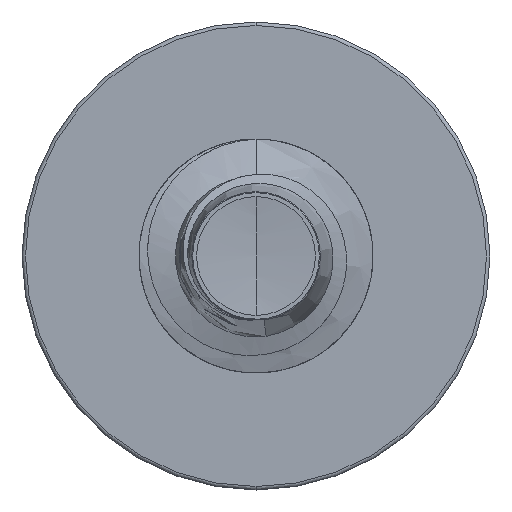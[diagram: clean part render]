
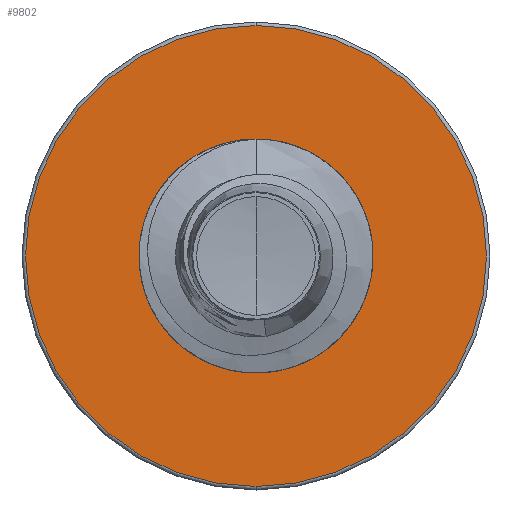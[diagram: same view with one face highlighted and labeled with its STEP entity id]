
A CAD part, front view. The second image highlights one B-rep face of the part: STEP entity #9802.
In plain terms, the highlighted planar face has unit normal (0, -1, 0).
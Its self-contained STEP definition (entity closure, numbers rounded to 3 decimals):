
#310 = AXIS2_PLACEMENT_3D ( 'NONE', #13441, #2103, #15332 ) ;
#1248 = AXIS2_PLACEMENT_3D ( 'NONE', #22883, #13641, #2304 ) ;
#2103 = DIRECTION ( 'NONE',  ( 0., 1., 0. ) ) ;
#2304 = DIRECTION ( 'NONE',  ( 0., 0., 1. ) ) ;
#3578 = CARTESIAN_POINT ( 'NONE',  ( 0., 16., 0. ) ) ;
#3688 = FACE_BOUND ( 'NONE', #9336, .T. ) ;
#5238 = ORIENTED_EDGE ( 'NONE', *, *, #19571, .T. ) ;
#5474 = DIRECTION ( 'NONE',  ( 0., 0., 1. ) ) ;
#5721 = AXIS2_PLACEMENT_3D ( 'NONE', #3578, #16803, #5474 ) ;
#6739 = VERTEX_POINT ( 'NONE', #18148 ) ;
#8197 = CARTESIAN_POINT ( 'NONE',  ( 0., 16., 1.572 ) ) ;
#8537 = VERTEX_POINT ( 'NONE', #18643 ) ;
#8748 = CARTESIAN_POINT ( 'NONE',  ( 0., 16., 0. ) ) ;
#8971 = CIRCLE ( 'NONE', #24064, 3.448 ) ;
#9014 = ORIENTED_EDGE ( 'NONE', *, *, #16502, .T. ) ;
#9020 = CARTESIAN_POINT ( 'NONE',  ( 0., 16., 0. ) ) ;
#9269 = CARTESIAN_POINT ( 'NONE',  ( 0., 16., 3.448 ) ) ;
#9336 = EDGE_LOOP ( 'NONE', ( #5238, #9014 ) ) ;
#9802 = ADVANCED_FACE ( 'NONE', ( #13776, #3688 ), #19231, .F. ) ;
#10307 = VERTEX_POINT ( 'NONE', #8197 ) ;
#10647 = DIRECTION ( 'NONE',  ( 0., 0., 1. ) ) ;
#10749 = ORIENTED_EDGE ( 'NONE', *, *, #12763, .F. ) ;
#10929 = DIRECTION ( 'NONE',  ( 0., 0., 1. ) ) ;
#12534 = CIRCLE ( 'NONE', #21858, 1.572 ) ;
#12763 = EDGE_CURVE ( 'NONE', #8537, #19702, #8971, .T. ) ;
#12824 = CIRCLE ( 'NONE', #5721, 1.572 ) ;
#13441 = CARTESIAN_POINT ( 'NONE',  ( 0., 16., 0. ) ) ;
#13641 = DIRECTION ( 'NONE',  ( 0., 1., 0. ) ) ;
#13776 = FACE_OUTER_BOUND ( 'NONE', #16898, .T. ) ;
#14194 = EDGE_CURVE ( 'NONE', #19702, #8537, #21710, .T. ) ;
#15332 = DIRECTION ( 'NONE',  ( 0., 0., 1. ) ) ;
#16502 = EDGE_CURVE ( 'NONE', #6739, #10307, #12534, .T. ) ;
#16803 = DIRECTION ( 'NONE',  ( 0., 1., 0. ) ) ;
#16898 = EDGE_LOOP ( 'NONE', ( #22641, #10749 ) ) ;
#18148 = CARTESIAN_POINT ( 'NONE',  ( 0., 16., -1.572 ) ) ;
#18643 = CARTESIAN_POINT ( 'NONE',  ( 0., 16., -3.447 ) ) ;
#19231 = PLANE ( 'NONE',  #1248 ) ;
#19571 = EDGE_CURVE ( 'NONE', #10307, #6739, #12824, .T. ) ;
#19702 = VERTEX_POINT ( 'NONE', #9269 ) ;
#21710 = CIRCLE ( 'NONE', #310, 3.448 ) ;
#21858 = AXIS2_PLACEMENT_3D ( 'NONE', #8748, #21981, #10647 ) ;
#21981 = DIRECTION ( 'NONE',  ( 0., 1., 0. ) ) ;
#22263 = DIRECTION ( 'NONE',  ( 0., 1., 0. ) ) ;
#22641 = ORIENTED_EDGE ( 'NONE', *, *, #14194, .F. ) ;
#22883 = CARTESIAN_POINT ( 'NONE',  ( 0., 16., -1.572 ) ) ;
#24064 = AXIS2_PLACEMENT_3D ( 'NONE', #9020, #22263, #10929 ) ;
